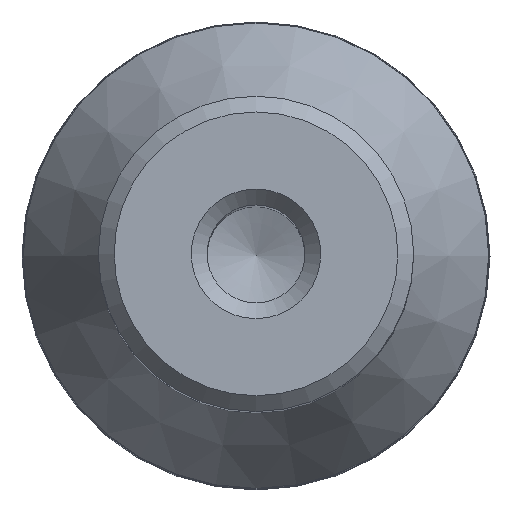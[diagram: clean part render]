
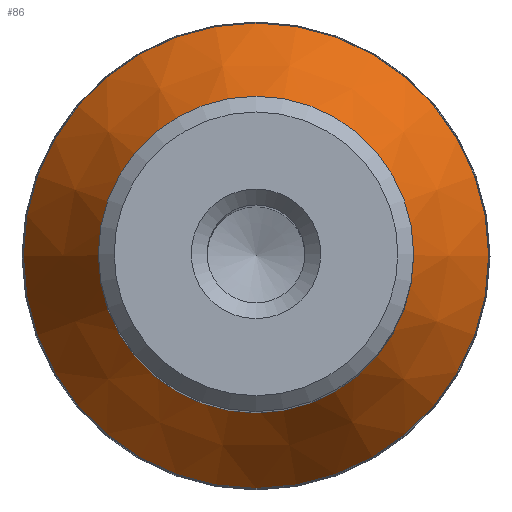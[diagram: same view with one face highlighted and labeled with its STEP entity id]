
A CAD part, top view. The second image highlights one B-rep face of the part: STEP entity #86.
In plain terms, the highlighted conical face has half-angle 30 degrees and reference radius 15.639 mm.
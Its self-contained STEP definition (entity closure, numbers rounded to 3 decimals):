
#38=CONICAL_SURFACE('',#337,15.64,30.);
#86=ADVANCED_FACE('',(#139,#140),#38,.T.);
#139=FACE_BOUND('',#184,.T.);
#140=FACE_BOUND('',#185,.T.);
#184=EDGE_LOOP('',(#228));
#185=EDGE_LOOP('',(#229));
#228=ORIENTED_EDGE('',*,*,#283,.T.);
#229=ORIENTED_EDGE('',*,*,#282,.T.);
#259=VERTEX_POINT('',#529);
#260=VERTEX_POINT('',#532);
#282=EDGE_CURVE('',#259,#259,#304,.T.);
#283=EDGE_CURVE('',#260,#260,#305,.T.);
#304=CIRCLE('',#334,14.735);
#305=CIRCLE('',#336,9.67);
#334=AXIS2_PLACEMENT_3D('',#528,#402,#403);
#336=AXIS2_PLACEMENT_3D('',#531,#406,#407);
#337=AXIS2_PLACEMENT_3D('',#533,#408,#409);
#402=DIRECTION('',(0.,0.,1.));
#403=DIRECTION('',(-1.,0.,0.));
#406=DIRECTION('',(0.,0.,-1.));
#407=DIRECTION('',(-1.,0.,0.));
#408=DIRECTION('',(0.,0.,-1.));
#409=DIRECTION('',(-1.,0.,0.));
#528=CARTESIAN_POINT('',(0.,0.,-23.933));
#529=CARTESIAN_POINT('',(-14.735,0.,-23.933));
#531=CARTESIAN_POINT('',(0.,0.,-15.16));
#532=CARTESIAN_POINT('',(-9.67,0.,-15.16));
#533=CARTESIAN_POINT('',(0.,0.,-25.5));
